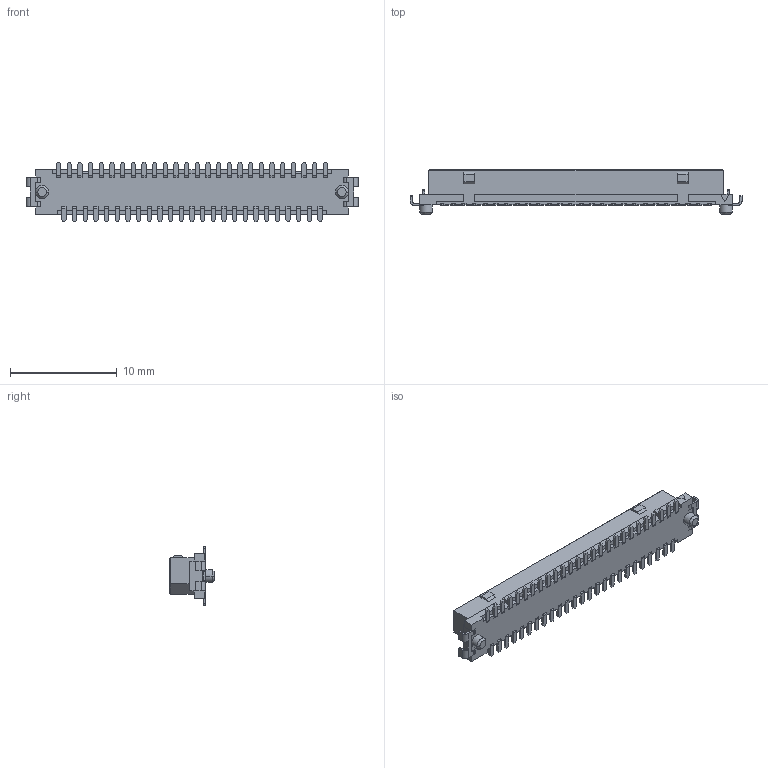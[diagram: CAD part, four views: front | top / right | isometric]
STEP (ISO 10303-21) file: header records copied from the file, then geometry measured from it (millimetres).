
FILE_DESCRIPTION((''),'2;1');
FILE_NAME('1-BTB','2019-12-23T',('YF-WYH'),(''),'PRO/ENGINEER BY PARAMETRIC TECHNOLOGY CORPORATION, 2010280','PRO/ENGINEER BY PARAMETRIC TECHNOLOGY CORPORATION, 2010280','');
FILE_SCHEMA(('CONFIG_CONTROL_DESIGN'));
Length unit declared in the file: millimetre
Products named in the file (1): 1-BTB
Bounding box: 31.1 x 4.2 x 5.6 mm (x, y, z)
Volume: 216.4 mm3; surface area: 1031.2 mm2
Topology: 1 solids, 1 shells, 1770 faces, 5105 edges, 3386 vertices
Faces by surface type: plane 1461, cylinder 305, cone 4
Entity records: 57496 total; most frequent: CARTESIAN_POINT 10360, ORIENTED_EDGE 10210, DIRECTION 9233, EDGE_CURVE 5105, VECTOR 4481, LINE 4481, VERTEX_POINT 3386, AXIS2_PLACEMENT_3D 2376
